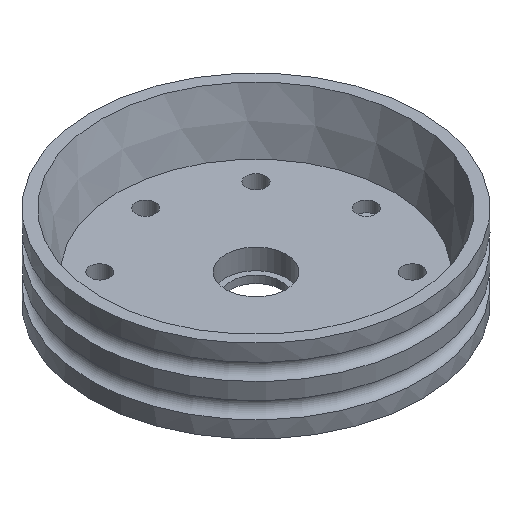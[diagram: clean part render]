
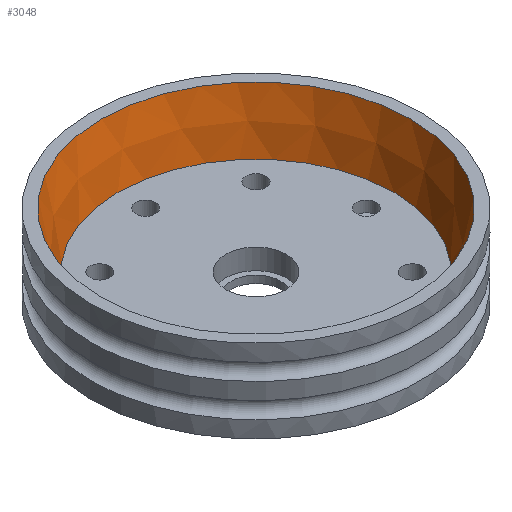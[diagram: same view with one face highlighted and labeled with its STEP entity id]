
A CAD part, isometric view. The second image highlights one B-rep face of the part: STEP entity #3048.
In plain terms, the highlighted conical face has half-angle 16.699 degrees and reference radius 28 mm.
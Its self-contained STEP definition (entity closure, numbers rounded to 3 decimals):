
#708 = PLANE('',#709);
#709 = AXIS2_PLACEMENT_3D('',#710,#711,#712);
#710 = CARTESIAN_POINT('',(0.,0.,5.));
#711 = DIRECTION('',(0.,0.,-1.));
#712 = DIRECTION('',(-1.,0.,0.));
#2134 = EDGE_CURVE('',#2135,#2135,#2137,.T.);
#2135 = VERTEX_POINT('',#2136);
#2136 = CARTESIAN_POINT('',(-25.,0.,5.));
#2137 = SURFACE_CURVE('',#2138,(#2143,#2150),.PCURVE_S1.);
#2138 = CIRCLE('',#2139,25.);
#2139 = AXIS2_PLACEMENT_3D('',#2140,#2141,#2142);
#2140 = CARTESIAN_POINT('',(0.,0.,5.));
#2141 = DIRECTION('',(0.,0.,-1.));
#2142 = DIRECTION('',(-1.,0.,0.));
#2143 = PCURVE('',#708,#2144);
#2144 = DEFINITIONAL_REPRESENTATION('',(#2145),#2149);
#2145 = CIRCLE('',#2146,25.);
#2146 = AXIS2_PLACEMENT_2D('',#2147,#2148);
#2147 = CARTESIAN_POINT('',(0.,0.));
#2148 = DIRECTION('',(1.,0.));
#2149 = ( GEOMETRIC_REPRESENTATION_CONTEXT(2) 
PARAMETRIC_REPRESENTATION_CONTEXT() REPRESENTATION_CONTEXT('2D SPACE',''
  ) );
#2150 = PCURVE('',#2151,#2156);
#2151 = CONICAL_SURFACE('',#2152,28.,0.291);
#2152 = AXIS2_PLACEMENT_3D('',#2153,#2154,#2155);
#2153 = CARTESIAN_POINT('',(0.,0.,15.));
#2154 = DIRECTION('',(0.,-0.,1.));
#2155 = DIRECTION('',(-1.,0.,0.));
#2156 = DEFINITIONAL_REPRESENTATION('',(#2157),#2161);
#2157 = LINE('',#2158,#2159);
#2158 = CARTESIAN_POINT('',(-0.,-10.));
#2159 = VECTOR('',#2160,1.);
#2160 = DIRECTION('',(-1.,-0.));
#2161 = ( GEOMETRIC_REPRESENTATION_CONTEXT(2) 
PARAMETRIC_REPRESENTATION_CONTEXT() REPRESENTATION_CONTEXT('2D SPACE',''
  ) );
#3048 = ADVANCED_FACE('',(#3049),#2151,.F.);
#3049 = FACE_BOUND('',#3050,.F.);
#3050 = EDGE_LOOP('',(#3051,#3074,#3075,#3076));
#3051 = ORIENTED_EDGE('',*,*,#3052,.T.);
#3052 = EDGE_CURVE('',#3053,#2135,#3055,.T.);
#3053 = VERTEX_POINT('',#3054);
#3054 = CARTESIAN_POINT('',(-28.,0.,15.));
#3055 = SEAM_CURVE('',#3056,(#3060,#3067),.PCURVE_S1.);
#3056 = LINE('',#3057,#3058);
#3057 = CARTESIAN_POINT('',(-28.,0.,15.));
#3058 = VECTOR('',#3059,1.);
#3059 = DIRECTION('',(0.287,0.,-0.958)
  );
#3060 = PCURVE('',#2151,#3061);
#3061 = DEFINITIONAL_REPRESENTATION('',(#3062),#3066);
#3062 = LINE('',#3063,#3064);
#3063 = CARTESIAN_POINT('',(-6.283,0.));
#3064 = VECTOR('',#3065,1.);
#3065 = DIRECTION('',(-0.,-1.));
#3066 = ( GEOMETRIC_REPRESENTATION_CONTEXT(2) 
PARAMETRIC_REPRESENTATION_CONTEXT() REPRESENTATION_CONTEXT('2D SPACE',''
  ) );
#3067 = PCURVE('',#2151,#3068);
#3068 = DEFINITIONAL_REPRESENTATION('',(#3069),#3073);
#3069 = LINE('',#3070,#3071);
#3070 = CARTESIAN_POINT('',(0.,-0.));
#3071 = VECTOR('',#3072,1.);
#3072 = DIRECTION('',(-0.,-1.));
#3073 = ( GEOMETRIC_REPRESENTATION_CONTEXT(2) 
PARAMETRIC_REPRESENTATION_CONTEXT() REPRESENTATION_CONTEXT('2D SPACE',''
  ) );
#3074 = ORIENTED_EDGE('',*,*,#2134,.F.);
#3075 = ORIENTED_EDGE('',*,*,#3052,.F.);
#3076 = ORIENTED_EDGE('',*,*,#3077,.T.);
#3077 = EDGE_CURVE('',#3053,#3053,#3078,.T.);
#3078 = SURFACE_CURVE('',#3079,(#3084,#3091),.PCURVE_S1.);
#3079 = CIRCLE('',#3080,28.);
#3080 = AXIS2_PLACEMENT_3D('',#3081,#3082,#3083);
#3081 = CARTESIAN_POINT('',(0.,0.,15.));
#3082 = DIRECTION('',(0.,0.,-1.));
#3083 = DIRECTION('',(-1.,0.,0.));
#3084 = PCURVE('',#2151,#3085);
#3085 = DEFINITIONAL_REPRESENTATION('',(#3086),#3090);
#3086 = LINE('',#3087,#3088);
#3087 = CARTESIAN_POINT('',(-0.,-0.));
#3088 = VECTOR('',#3089,1.);
#3089 = DIRECTION('',(-1.,-0.));
#3090 = ( GEOMETRIC_REPRESENTATION_CONTEXT(2) 
PARAMETRIC_REPRESENTATION_CONTEXT() REPRESENTATION_CONTEXT('2D SPACE',''
  ) );
#3091 = PCURVE('',#3092,#3097);
#3092 = PLANE('',#3093);
#3093 = AXIS2_PLACEMENT_3D('',#3094,#3095,#3096);
#3094 = CARTESIAN_POINT('',(0.,0.,15.));
#3095 = DIRECTION('',(0.,0.,1.));
#3096 = DIRECTION('',(1.,0.,0.));
#3097 = DEFINITIONAL_REPRESENTATION('',(#3098),#3106);
#3098 = ( BOUNDED_CURVE() B_SPLINE_CURVE(2,(#3099,#3100,#3101,#3102,
#3103,#3104,#3105),.UNSPECIFIED.,.T.,.F.) B_SPLINE_CURVE_WITH_KNOTS((1,2
    ,2,2,2,1),(-2.094,0.,2.094,4.189,
6.283,8.378),.UNSPECIFIED.) CURVE() 
GEOMETRIC_REPRESENTATION_ITEM() RATIONAL_B_SPLINE_CURVE((1.,0.5,1.,0.5,
1.,0.5,1.)) REPRESENTATION_ITEM('') );
#3099 = CARTESIAN_POINT('',(-28.,0.));
#3100 = CARTESIAN_POINT('',(-28.,48.497));
#3101 = CARTESIAN_POINT('',(14.,24.249));
#3102 = CARTESIAN_POINT('',(56.,0.));
#3103 = CARTESIAN_POINT('',(14.,-24.249));
#3104 = CARTESIAN_POINT('',(-28.,-48.497));
#3105 = CARTESIAN_POINT('',(-28.,0.));
#3106 = ( GEOMETRIC_REPRESENTATION_CONTEXT(2) 
PARAMETRIC_REPRESENTATION_CONTEXT() REPRESENTATION_CONTEXT('2D SPACE',''
  ) );
